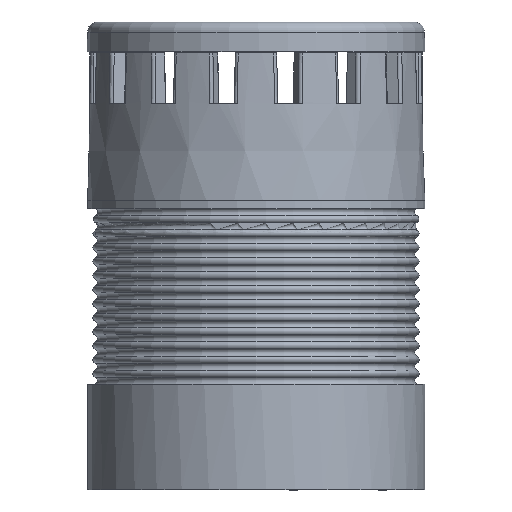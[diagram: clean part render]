
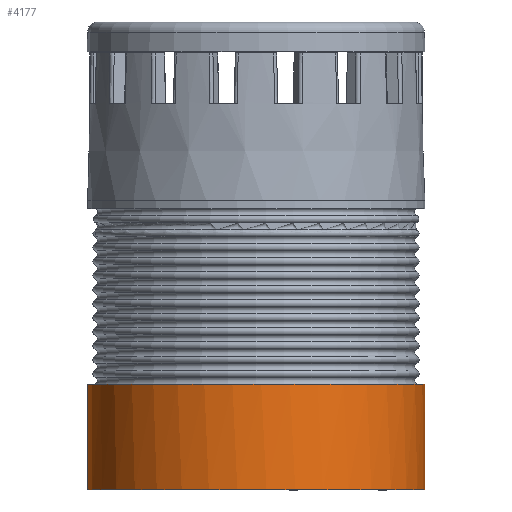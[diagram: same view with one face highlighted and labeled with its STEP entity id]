
A CAD part, front view. The second image highlights one B-rep face of the part: STEP entity #4177.
In plain terms, the highlighted cylindrical face has radius 26.25 mm (diameter 52.5 mm), a full revolution.
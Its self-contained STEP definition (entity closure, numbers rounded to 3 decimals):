
#4060=CARTESIAN_POINT('',(-7.219,25.238,10.714));
#4061=VERTEX_POINT('',#4060);
#4062=CARTESIAN_POINT('',(-0.292,26.248,8.214));
#4063=VERTEX_POINT('',#4062);
#4064=CARTESIAN_POINT('',(0.,0.0,9.464));
#4065=DIRECTION('',(-0.333,-0.049,-0.942));
#4066=DIRECTION('',(-0.932,-0.136,0.336));
#4067=AXIS2_PLACEMENT_3D('',#4064,#4065,#4066);
#4068=ELLIPSE('',#4067,27.874,26.25);
#4069=EDGE_CURVE('',#4061,#4063,#4068,.T.);
#4071=CARTESIAN_POINT('',(-7.219,25.238,5.714));
#4072=VERTEX_POINT('',#4071);
#4073=CARTESIAN_POINT('',(0.,0.0,6.964));
#4074=DIRECTION('',(0.333,0.049,-0.942));
#4075=DIRECTION('',(-0.932,-0.136,-0.336));
#4076=AXIS2_PLACEMENT_3D('',#4073,#4074,#4075);
#4077=ELLIPSE('',#4076,27.874,26.25);
#4078=EDGE_CURVE('',#4072,#4063,#4077,.T.);
#4080=CARTESIAN_POINT('',(-7.219,25.238,10.714));
#4081=DIRECTION('',(0.0,0.0,-1.0));
#4082=VECTOR('',#4081,5.0);
#4083=LINE('',#4080,#4082);
#4084=EDGE_CURVE('',#4061,#4072,#4083,.T.);
#4094=CARTESIAN_POINT('',(6.476,25.439,5.0));
#4095=VERTEX_POINT('',#4094);
#4096=CARTESIAN_POINT('',(6.476,25.439,0.0));
#4097=VERTEX_POINT('',#4096);
#4098=CARTESIAN_POINT('',(6.476,25.439,5.0));
#4099=DIRECTION('',(0.0,0.0,-1.0));
#4100=VECTOR('',#4099,5.0);
#4101=LINE('',#4098,#4100);
#4102=EDGE_CURVE('',#4095,#4097,#4101,.T.);
#4129=CARTESIAN_POINT('',(0.,0.0,0.0));
#4130=DIRECTION('',(0.0,0.0,1.0));
#4131=DIRECTION('',(-1.0,0.0,0.0));
#4132=AXIS2_PLACEMENT_3D('',#4129,#4130,#4131);
#4133=CYLINDRICAL_SURFACE('',#4132,26.25);
#4134=CARTESIAN_POINT('',(26.25,0.,16.428));
#4135=VERTEX_POINT('',#4134);
#4136=CARTESIAN_POINT('',(0.,0.0,16.428));
#4137=DIRECTION('',(0.0,0.0,-1.0));
#4138=DIRECTION('',(-1.0,0.0,0.0));
#4139=AXIS2_PLACEMENT_3D('',#4136,#4137,#4138);
#4140=CIRCLE('',#4139,26.25);
#4141=EDGE_CURVE('',#4135,#4135,#4140,.T.);
#4142=ORIENTED_EDGE('',*,*,#4141,.T.);
#4143=EDGE_LOOP('',(#4142));
#4144=FACE_OUTER_BOUND('',#4143,.T.);
#4145=ORIENTED_EDGE('',*,*,#4084,.T.);
#4146=ORIENTED_EDGE('',*,*,#4078,.T.);
#4147=ORIENTED_EDGE('',*,*,#4069,.F.);
#4148=EDGE_LOOP('',(#4145,#4146,#4147));
#4149=FACE_BOUND('',#4148,.T.);
#4150=CARTESIAN_POINT('',(8.187,24.941,5.0));
#4151=VERTEX_POINT('',#4150);
#4152=CARTESIAN_POINT('',(0.,0.0,5.0));
#4153=DIRECTION('',(0.0,0.0,1.0));
#4154=DIRECTION('',(-1.0,0.0,0.0));
#4155=AXIS2_PLACEMENT_3D('',#4152,#4153,#4154);
#4156=CIRCLE('',#4155,26.25);
#4157=EDGE_CURVE('',#4151,#4095,#4156,.T.);
#4158=ORIENTED_EDGE('',*,*,#4157,.T.);
#4159=ORIENTED_EDGE('',*,*,#4102,.T.);
#4160=CARTESIAN_POINT('',(8.187,24.941,0.0));
#4161=VERTEX_POINT('',#4160);
#4162=CARTESIAN_POINT('',(0.,0.0,0.0));
#4163=DIRECTION('',(0.0,0.0,-1.0));
#4164=DIRECTION('',(-1.0,0.0,0.0));
#4165=AXIS2_PLACEMENT_3D('',#4162,#4163,#4164);
#4166=CIRCLE('',#4165,26.25);
#4167=EDGE_CURVE('',#4161,#4097,#4166,.T.);
#4168=ORIENTED_EDGE('',*,*,#4167,.F.);
#4169=CARTESIAN_POINT('',(8.187,24.941,0.0));
#4170=DIRECTION('',(0.0,0.0,1.0));
#4171=VECTOR('',#4170,5.0);
#4172=LINE('',#4169,#4171);
#4173=EDGE_CURVE('',#4161,#4151,#4172,.T.);
#4174=ORIENTED_EDGE('',*,*,#4173,.T.);
#4175=EDGE_LOOP('',(#4158,#4159,#4168,#4174));
#4176=FACE_BOUND('',#4175,.T.);
#4177=ADVANCED_FACE('',(#4144,#4149,#4176),#4133,.T.);
